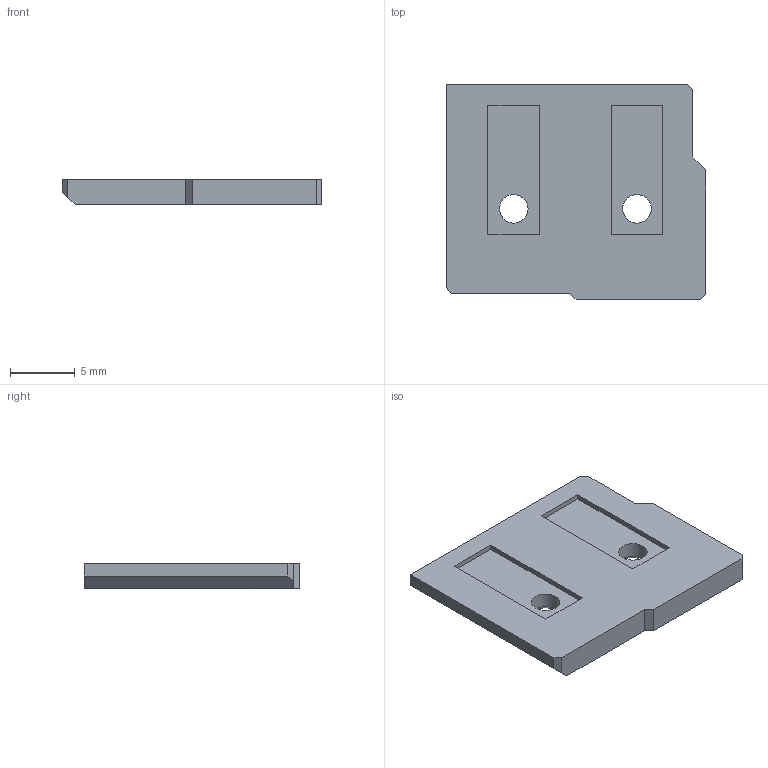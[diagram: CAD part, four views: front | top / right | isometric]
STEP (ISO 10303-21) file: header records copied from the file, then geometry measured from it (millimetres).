
FILE_DESCRIPTION(('FreeCAD Model'),'2;1');
FILE_NAME('y-end-stop-cap.step','2020-04-13T20:25:04',('Author'),(''), 'Open CASCADE STEP processor 7.3','FreeCAD','Unknown');
FILE_SCHEMA(('AUTOMOTIVE_DESIGN { 1 0 10303 214 1 1 1 1 }'));
Length unit declared in the file: millimetre
Products named in the file (1): Chamfer006021
Bounding box: 20 x 16.6 x 2 mm (x, y, z)
Volume: 588.2 mm3; surface area: 801.1 mm2
Topology: 1 solids, 1 shells, 28 faces, 70 edges, 46 vertices
Faces by surface type: plane 24, cone 2, cylinder 2
Full cylindrical faces by diameter (mm): 2.2 x2
Entity records: 1936 total; most frequent: CARTESIAN_POINT 299, DIRECTION 260, LINE 186, VECTOR 186, ORIENTED_EDGE 140, PCURVE 140, DEFINITIONAL_REPRESENTATION 140, EDGE_CURVE 70
